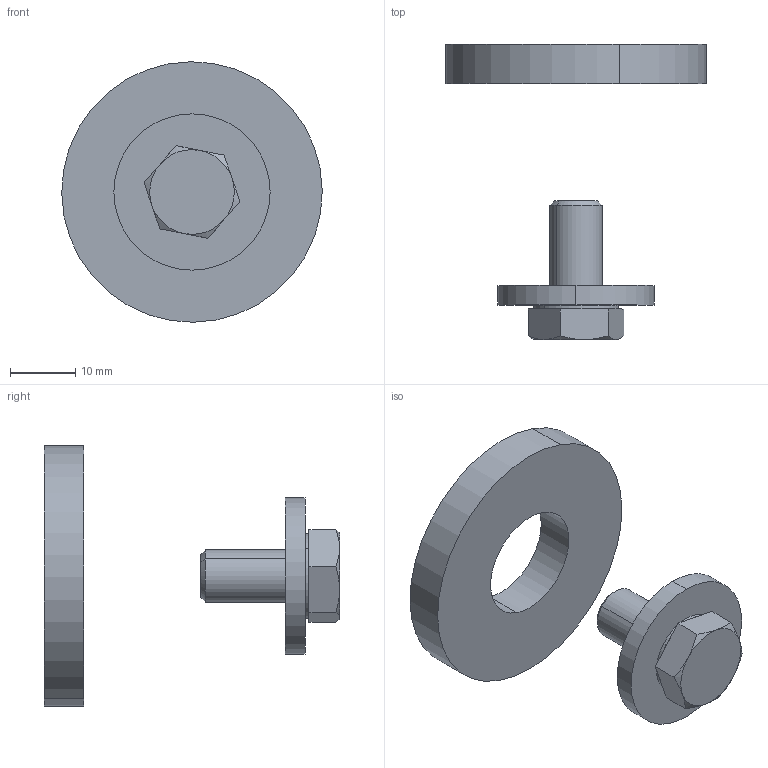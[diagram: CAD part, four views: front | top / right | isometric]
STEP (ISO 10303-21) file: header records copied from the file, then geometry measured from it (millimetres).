
FILE_DESCRIPTION (( 'STEP AP214' ), '1' );
FILE_NAME ('098XKE.STEP', '2019-05-22T14:09:10', ( '' ), ( '' ), 'SwSTEP 2.0', 'SolidWorks 2017', '' );
FILE_SCHEMA (( 'AUTOMOTIVE_DESIGN' ));
Length unit declared in the file: millimetre
Products named in the file (4): 098XKE; 4DIN7349D1740M_4DIN7349D1740M; Hexagon head bolt ISO 4017 M8x16_ISO 4017 - M8 ; flat wahser ISO 7093 8-200HV_flat washer DIN 9021  M8
Assembly tree (3 placements, depth 2):
  098XKE
    flat wahser ISO 7093 8-200HV_flat washer DIN 9021  M8
    Hexagon head bolt ISO 4017 M8x16_ISO 4017 - M8 
    4DIN7349D1740M_4DIN7349D1740M
Bounding box: 40 x 45.3 x 40 mm (x, y, z)
Volume: 8933.5 mm3; surface area: 5142.2 mm2
Topology: 3 solids, 3 shells, 41 faces, 84 edges, 50 vertices
Faces by surface type: plane 19, cylinder 12, cone 8, torus 2
Entity records: 1302 total; most frequent: CARTESIAN_POINT 249, DIRECTION 206, ORIENTED_EDGE 168, AXIS2_PLACEMENT_3D 87, EDGE_CURVE 84, VERTEX_POINT 50, EDGE_LOOP 46, FACE_OUTER_BOUND 41
